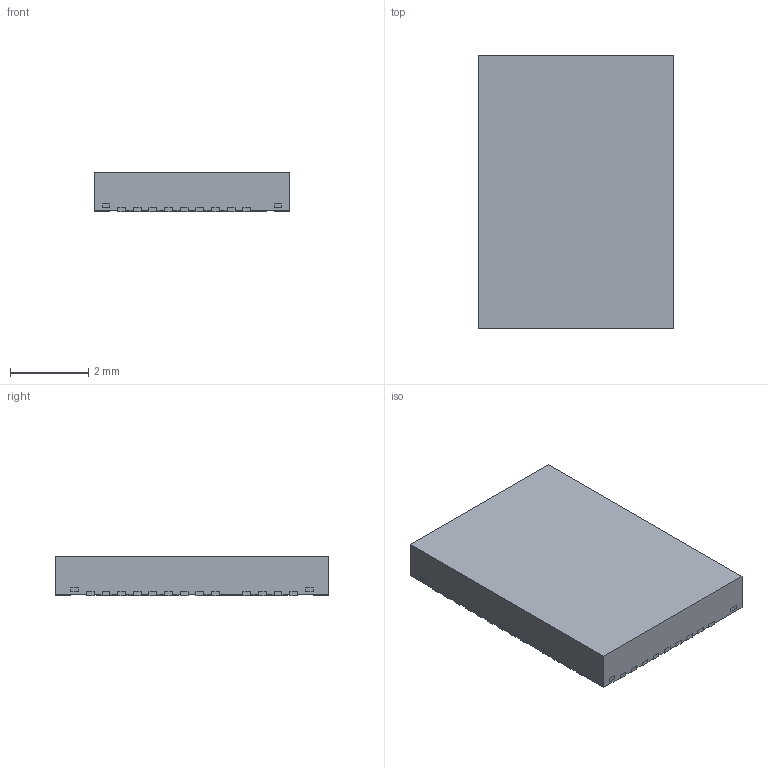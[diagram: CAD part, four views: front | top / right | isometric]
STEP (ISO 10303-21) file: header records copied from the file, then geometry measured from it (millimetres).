
FILE_DESCRIPTION((''),'2;1');
FILE_NAME('RMT0045A_ASM','2019-08-22T07:57:23',('a0412086'),(''),'CREO PARAMETRIC BY PTC INC, 2018020','CREO PARAMETRIC BY PTC INC, 2018020','');
FILE_SCHEMA(('AUTOMOTIVE_DESIGN { 1 0 10303 214 1 1 1 1 }'));
Length unit declared in the file: millimetre
Products named in the file (3): FRAME; MOLD; RMT0045A_ASM
Assembly tree (2 placements, depth 2):
  RMT0045A_ASM
    FRAME
    MOLD
Bounding box: 5 x 7 x 1 mm (x, y, z)
Volume: 34.6 mm3; surface area: 140.7 mm2
Topology: 57 solids, 57 shells, 579 faces, 1362 edges, 908 vertices
Faces by surface type: plane 489, cylinder 90
Entity records: 21353 total; most frequent: CARTESIAN_POINT 2861, ORIENTED_EDGE 2724, DIRECTION 2710, PRESENTATION_STYLE_ASSIGNMENT 1473, STYLED_ITEM 1419, CURVE_STYLE 1362, EDGE_CURVE 1362, VECTOR 1182
